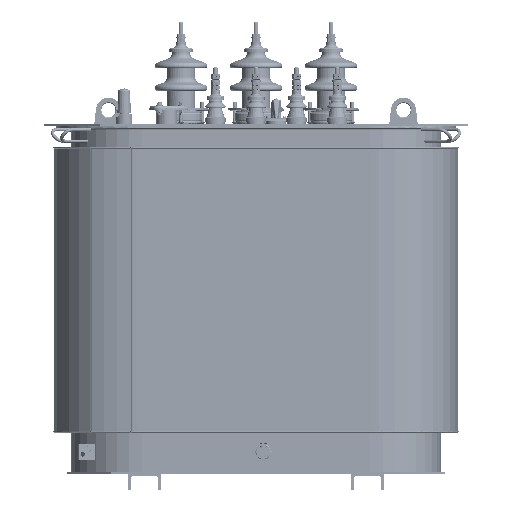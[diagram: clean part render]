
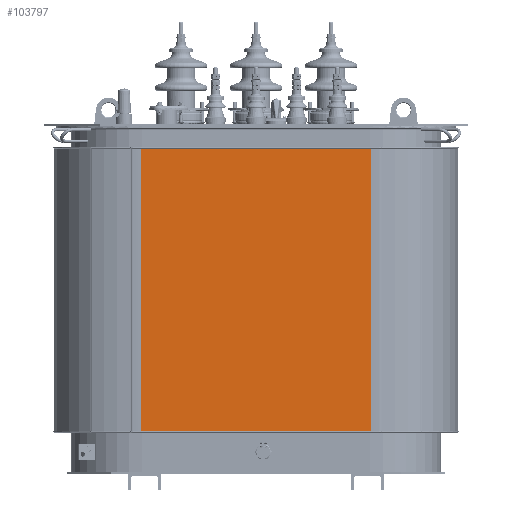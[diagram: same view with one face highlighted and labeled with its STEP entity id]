
A CAD part, front view. The second image highlights one B-rep face of the part: STEP entity #103797.
In plain terms, the highlighted planar face has unit normal (0, -1, 0).
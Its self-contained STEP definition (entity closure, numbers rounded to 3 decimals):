
#10886=LINE('',#222334,#15854);
#10887=LINE('',#222337,#15855);
#10888=LINE('',#222339,#15856);
#10889=LINE('',#222340,#15857);
#15854=VECTOR('',#139116,70.);
#15855=VECTOR('',#139119,56.51);
#15856=VECTOR('',#139120,56.51);
#15857=VECTOR('',#139121,70.);
#18558=PLANE('',#113944);
#26384=FACE_OUTER_BOUND('',#34212,.T.);
#34212=EDGE_LOOP('',(#89758,#89759,#89760,#89761));
#48112=VERTEX_POINT('',#222330);
#48113=VERTEX_POINT('',#222332);
#48114=VERTEX_POINT('',#222336);
#48115=VERTEX_POINT('',#222338);
#61984=EDGE_CURVE('',#48112,#48113,#10886,.T.);
#61985=EDGE_CURVE('',#48112,#48114,#10887,.T.);
#61986=EDGE_CURVE('',#48115,#48113,#10888,.T.);
#61987=EDGE_CURVE('',#48114,#48115,#10889,.T.);
#89758=ORIENTED_EDGE('',*,*,#61985,.F.);
#89759=ORIENTED_EDGE('',*,*,#61984,.T.);
#89760=ORIENTED_EDGE('',*,*,#61986,.F.);
#89761=ORIENTED_EDGE('',*,*,#61987,.F.);
#103797=ADVANCED_FACE('',(#26384),#18558,.T.);
#113944=AXIS2_PLACEMENT_3D('',#222335,#139117,#139118);
#139116=DIRECTION('',(0.,0.,1.));
#139117=DIRECTION('center_axis',(0.,-1.,0.));
#139118=DIRECTION('ref_axis',(1.,0.,0.));
#139119=DIRECTION('',(-1.,0.,0.));
#139120=DIRECTION('',(1.,0.,0.));
#139121=DIRECTION('',(0.,0.,1.));
#222330=CARTESIAN_POINT('',(28.255,-34.5,10.));
#222332=CARTESIAN_POINT('',(28.255,-34.5,80.));
#222334=CARTESIAN_POINT('',(28.255,-34.5,10.));
#222335=CARTESIAN_POINT('Origin',(-28.255,-34.5,10.));
#222336=CARTESIAN_POINT('',(-28.255,-34.5,10.));
#222337=CARTESIAN_POINT('',(28.255,-34.5,10.));
#222338=CARTESIAN_POINT('',(-28.255,-34.5,80.));
#222339=CARTESIAN_POINT('',(28.255,-34.5,80.));
#222340=CARTESIAN_POINT('',(-28.255,-34.5,10.));
